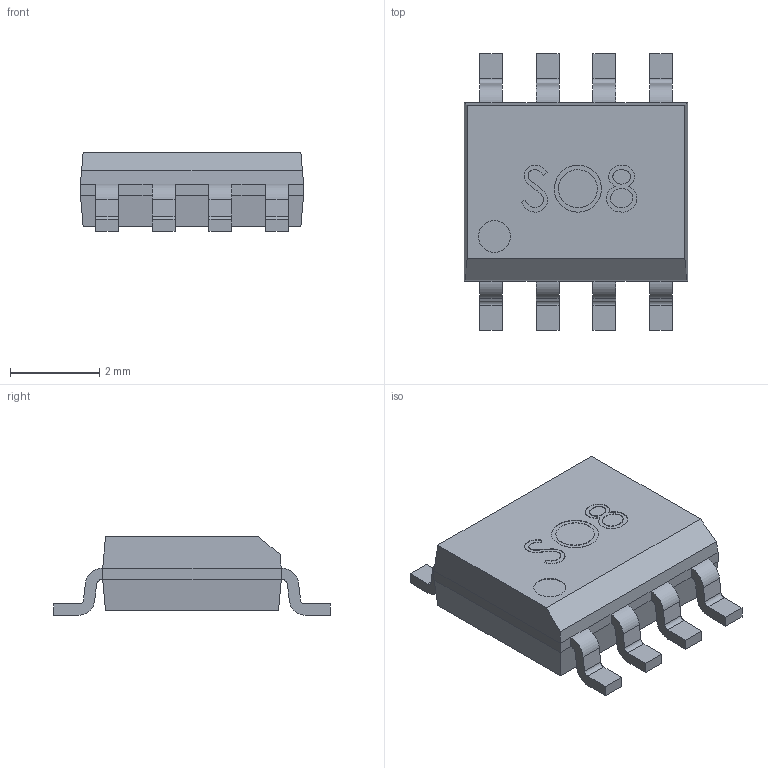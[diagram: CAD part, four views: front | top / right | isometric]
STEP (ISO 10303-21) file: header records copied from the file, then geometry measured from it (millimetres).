
FILE_DESCRIPTION(('FreeCAD Model'),'2;1');
FILE_NAME('User Library-SOIC8_JEDEC_MS-012AA.step', '2017-03-08T15:25:06',('kicad StepUp'),('ksu MCAD'), 'Open CASCADE STEP processor 6.8','FreeCAD','Unknown');
FILE_SCHEMA(('AUTOMOTIVE_DESIGN_CC2 { 1 2 10303 214 -1 1 5 4 }'));
Length unit declared in the file: millimetre
Products named in the file (2): ASSEMBLY; User_Library-SOIC8_JEDEC_MS-012AA
Assembly tree (1 placements, depth 2):
  ASSEMBLY
    User_Library-SOIC8_JEDEC_MS-012AA
Bounding box: 5 x 6.2 x 1.75 mm (x, y, z)
Volume: 33.5 mm3; surface area: 86.3 mm2
Topology: 1 solids, 1 shells, 162 faces, 419 edges, 266 vertices
Faces by surface type: plane 88, bspline 40, cylinder 34
Entity records: 8242 total; most frequent: CARTESIAN_POINT 3353, ORIENTED_EDGE 838, DIRECTION 655, EDGE_CURVE 419, LINE 271, VECTOR 271, VERTEX_POINT 266, AXIS2_PLACEMENT_3D 192
